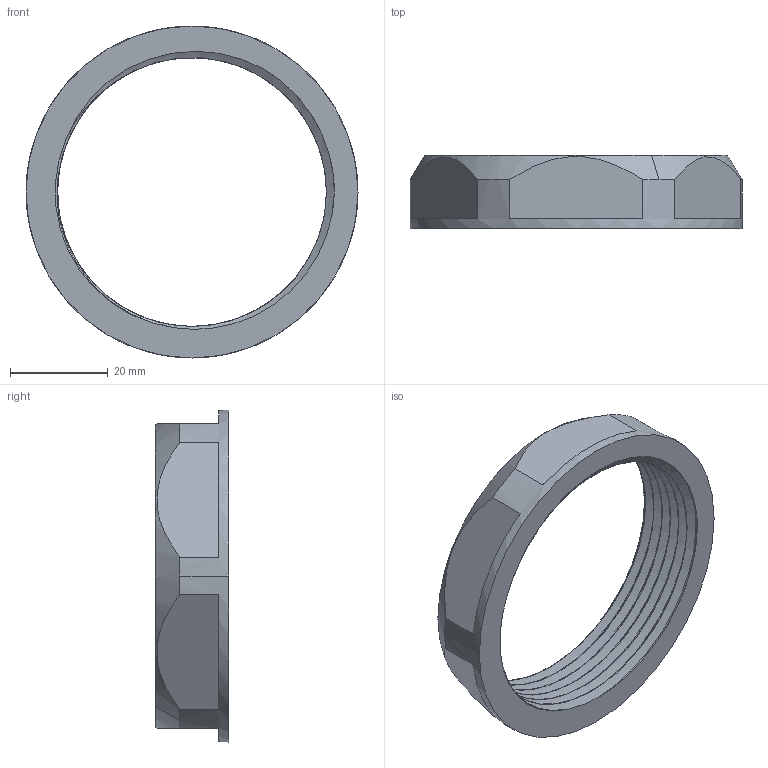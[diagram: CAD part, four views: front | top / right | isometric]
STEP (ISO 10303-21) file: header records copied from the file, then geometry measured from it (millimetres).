
FILE_DESCRIPTION((''),'2;1');
FILE_NAME('SHELL_RING','2022-10-13T',('lenovo'),(''),'PRO/ENGINEER BY PARAMETRIC TECHNOLOGY CORPORATION, 2008380','PRO/ENGINEER BY PARAMETRIC TECHNOLOGY CORPORATION, 2008380','');
FILE_SCHEMA(('CONFIG_CONTROL_DESIGN'));
Length unit declared in the file: millimetre
Products named in the file (1): SHELL_RING
Bounding box: 68 x 15 x 68 mm (x, y, z)
Volume: 11797.5 mm3; surface area: 9788.2 mm2
Topology: 1 solids, 1 shells, 39 faces, 115 edges, 78 vertices
Faces by surface type: plane 14, cylinder 13, bspline 8, cone 4
Entity records: 4052 total; most frequent: CARTESIAN_POINT 3060, ORIENTED_EDGE 230, DIRECTION 153, EDGE_CURVE 115, VERTEX_POINT 78, AXIS2_PLACEMENT_3D 58, B_SPLINE_CURVE_WITH_KNOTS 51, EDGE_LOOP 41
